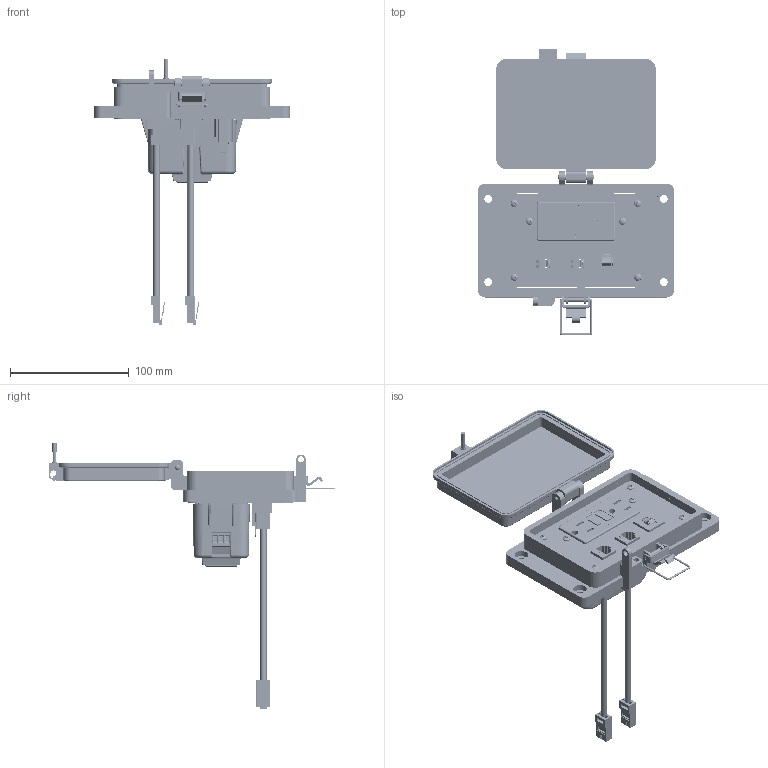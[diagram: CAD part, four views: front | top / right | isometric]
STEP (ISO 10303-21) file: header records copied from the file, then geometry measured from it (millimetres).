
FILE_DESCRIPTION (( 'STEP AP203' ), '1' );
FILE_NAME ('P-R13#2-M2RF5_3D.STEP', '2025-02-20T14:26:00', ( '' ), ( '' ), 'SwSTEP 2.0', 'SolidWorks 2023', '' );
FILE_SCHEMA (( 'CONFIG_CONTROL_DESIGN' ));
Length unit declared in the file: millimetre
Products named in the file (16): P-R13#2-M2RF5_TP; R2; Z-200-OTLT-GFIH-15A_sheared; Z-200-OTLT-RIOF-15A_WOE; P-R13#2-M2RF5_3D; Z-H-M2_B; Z-020-3070; P-R13#2-M2RF5_BP; CBX; P-R13#2-M2RF5_FP; 92005A124_METRIC PAN HEAD PHILLIPS MACHINE SCREW_92005A124; Z-300-RJ45CAT5; Z-CB-SM; 90272A106_ZINC-PLTD STL PAN HEAD PHILLIPS MACHINE SCREW_90272A106; Z-120-RIOF-SHELL_WOE; RF_WOE
Assembly tree (24 placements, depth 4):
  P-R13#2-M2RF5_3D
    P-R13#2-M2RF5_BP
    P-R13#2-M2RF5_TP
    90272A106_ZINC-PLTD STL PAN HEAD PHILLIPS MACHINE SCREW_90272A106  x3
    P-R13#2-M2RF5_FP
    R2  x2
      Z-300-RJ45CAT5
    CBX
      Z-CB-SM
    RF_WOE
      Z-200-OTLT-RIOF-15A_WOE
        Z-120-RIOF-SHELL_WOE
        Z-200-OTLT-GFIH-15A_sheared
    92005A124_METRIC PAN HEAD PHILLIPS MACHINE SCREW_92005A124  x6
    Z-H-M2_B
    Z-020-3070  x2
Bounding box: 164.96 x 241.34 x 223.32 mm (x, y, z)
Volume: 377671.3 mm3; surface area: 247785.9 mm2
Topology: 53 solids, 59 shells, 7416 faces, 19684 edges, 12570 vertices
Faces by surface type: plane 3069, cylinder 2602, bspline 1445, cone 143, torus 89, sphere 68
Entity records: 233814 total; most frequent: CARTESIAN_POINT 107584, ORIENTED_EDGE 28780, DIRECTION 21253, EDGE_CURVE 14390, VERTEX_POINT 9115, VECTOR 8501, LINE 8501, AXIS2_PLACEMENT_3D 6376
